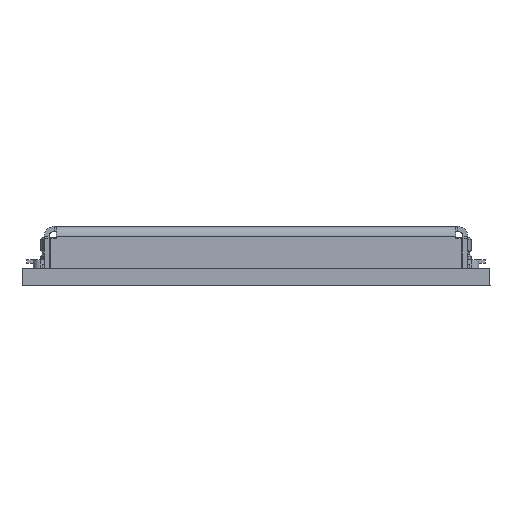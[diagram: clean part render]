
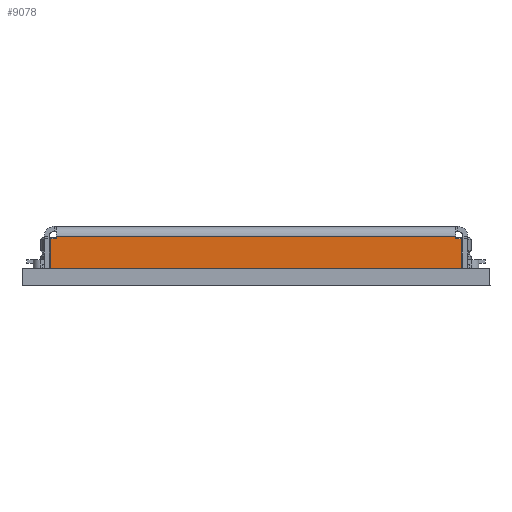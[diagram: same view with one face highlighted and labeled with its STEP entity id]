
A CAD part, left-side view. The second image highlights one B-rep face of the part: STEP entity #9078.
In plain terms, the highlighted planar face has unit normal (-1, 0, 0).
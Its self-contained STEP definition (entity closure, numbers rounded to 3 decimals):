
#60 = DIRECTION ( 'NONE',  ( 0., -1., 0. ) ) ;
#266 = CARTESIAN_POINT ( 'NONE',  ( 0., 0.271, 1.7 ) ) ;
#372 = EDGE_CURVE ( 'NONE', #2367, #8898, #6932, .T. ) ;
#938 = ORIENTED_EDGE ( 'NONE', *, *, #10413, .F. ) ;
#1210 = CARTESIAN_POINT ( 'NONE',  ( 0., 0.5, 1.7 ) ) ;
#1380 = VERTEX_POINT ( 'NONE', #5026 ) ;
#1386 = ORIENTED_EDGE ( 'NONE', *, *, #18762, .F. ) ;
#1416 = DIRECTION ( 'NONE',  ( 0., 0., -1. ) ) ;
#1643 = EDGE_LOOP ( 'NONE', ( #938, #13667, #1386, #3819, #10750, #15498, #14869, #2002 ) ) ;
#2002 = ORIENTED_EDGE ( 'NONE', *, *, #20709, .T. ) ;
#2367 = VERTEX_POINT ( 'NONE', #23007 ) ;
#2621 = VERTEX_POINT ( 'NONE', #6603 ) ;
#2630 = CARTESIAN_POINT ( 'NONE',  ( 0., 0., 0.5 ) ) ;
#3343 = VERTEX_POINT ( 'NONE', #8207 ) ;
#3819 = ORIENTED_EDGE ( 'NONE', *, *, #372, .T. ) ;
#4894 = VECTOR ( 'NONE', #1416, 1000. ) ;
#5026 = CARTESIAN_POINT ( 'NONE',  ( 0., 16.929, 0.5 ) ) ;
#5338 = VECTOR ( 'NONE', #6418, 1000. ) ;
#5624 = CARTESIAN_POINT ( 'NONE',  ( 0., 0., 1.7 ) ) ;
#5632 = VECTOR ( 'NONE', #6695, 1000. ) ;
#6206 = DIRECTION ( 'NONE',  ( 0., -1., 0. ) ) ;
#6347 = CARTESIAN_POINT ( 'NONE',  ( 0., 16.7, 1.7 ) ) ;
#6418 = DIRECTION ( 'NONE',  ( 0., -1., 0. ) ) ;
#6573 = CARTESIAN_POINT ( 'NONE',  ( 0., 0.271, 2.85 ) ) ;
#6603 = CARTESIAN_POINT ( 'NONE',  ( 0., 16.7, 0.4 ) ) ;
#6695 = DIRECTION ( 'NONE',  ( 0., 0., -1. ) ) ;
#6932 = LINE ( 'NONE', #14232, #24458 ) ;
#7160 = PLANE ( 'NONE',  #10456 ) ;
#7271 = EDGE_CURVE ( 'NONE', #2621, #3343, #20891, .T. ) ;
#8207 = CARTESIAN_POINT ( 'NONE',  ( 0., 0.5, 0.4 ) ) ;
#8774 = LINE ( 'NONE', #20098, #4894 ) ;
#8898 = VERTEX_POINT ( 'NONE', #23569 ) ;
#9078 = ADVANCED_FACE ( 'NONE', ( #11302 ), #7160, .F. ) ;
#9284 = VECTOR ( 'NONE', #16055, 1000. ) ;
#9424 = VERTEX_POINT ( 'NONE', #14283 ) ;
#10413 = EDGE_CURVE ( 'NONE', #2621, #12430, #12390, .T. ) ;
#10456 = AXIS2_PLACEMENT_3D ( 'NONE', #5624, #14725, #20895 ) ;
#10708 = EDGE_CURVE ( 'NONE', #22440, #8898, #19803, .T. ) ;
#10750 = ORIENTED_EDGE ( 'NONE', *, *, #10708, .F. ) ;
#10817 = LINE ( 'NONE', #1210, #15675 ) ;
#11302 = FACE_OUTER_BOUND ( 'NONE', #1643, .T. ) ;
#12390 = LINE ( 'NONE', #6347, #9284 ) ;
#12430 = VERTEX_POINT ( 'NONE', #22252 ) ;
#13573 = EDGE_CURVE ( 'NONE', #9424, #1380, #8774, .T. ) ;
#13667 = ORIENTED_EDGE ( 'NONE', *, *, #7271, .T. ) ;
#14232 = CARTESIAN_POINT ( 'NONE',  ( 0., 0., 0.5 ) ) ;
#14283 = CARTESIAN_POINT ( 'NONE',  ( 0., 16.929, 1.7 ) ) ;
#14725 = DIRECTION ( 'NONE',  ( 1., 0., 0. ) ) ;
#14869 = ORIENTED_EDGE ( 'NONE', *, *, #13573, .T. ) ;
#15498 = ORIENTED_EDGE ( 'NONE', *, *, #21631, .F. ) ;
#15675 = VECTOR ( 'NONE', #16498, 1000. ) ;
#16006 = LINE ( 'NONE', #23704, #5338 ) ;
#16055 = DIRECTION ( 'NONE',  ( 0., 0., 1. ) ) ;
#16498 = DIRECTION ( 'NONE',  ( 0., 0., -1. ) ) ;
#16574 = VECTOR ( 'NONE', #6206, 1000. ) ;
#17793 = LINE ( 'NONE', #2630, #16574 ) ;
#18762 = EDGE_CURVE ( 'NONE', #2367, #3343, #10817, .T. ) ;
#19803 = LINE ( 'NONE', #6573, #5632 ) ;
#20098 = CARTESIAN_POINT ( 'NONE',  ( 0., 16.929, 2.85 ) ) ;
#20709 = EDGE_CURVE ( 'NONE', #1380, #12430, #17793, .T. ) ;
#20891 = LINE ( 'NONE', #22897, #23228 ) ;
#20895 = DIRECTION ( 'NONE',  ( 0., 0., -1. ) ) ;
#21631 = EDGE_CURVE ( 'NONE', #9424, #22440, #16006, .T. ) ;
#22252 = CARTESIAN_POINT ( 'NONE',  ( 0., 16.7, 0.5 ) ) ;
#22440 = VERTEX_POINT ( 'NONE', #266 ) ;
#22897 = CARTESIAN_POINT ( 'NONE',  ( 0., 16.7, 0.4 ) ) ;
#23007 = CARTESIAN_POINT ( 'NONE',  ( 0., 0.5, 0.5 ) ) ;
#23228 = VECTOR ( 'NONE', #60, 1000. ) ;
#23569 = CARTESIAN_POINT ( 'NONE',  ( 0., 0.271, 0.5 ) ) ;
#23704 = CARTESIAN_POINT ( 'NONE',  ( 0., 0., 1.7 ) ) ;
#23955 = DIRECTION ( 'NONE',  ( 0., -1., 0. ) ) ;
#24458 = VECTOR ( 'NONE', #23955, 1000. ) ;
